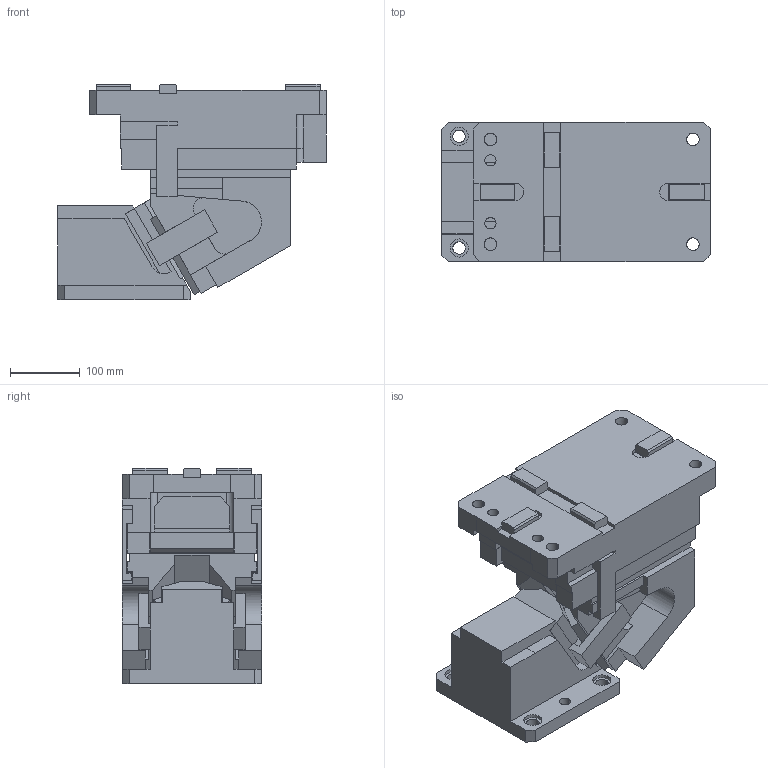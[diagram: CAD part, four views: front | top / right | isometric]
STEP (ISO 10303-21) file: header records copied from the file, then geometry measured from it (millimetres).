
FILE_DESCRIPTION(('CATIA V5 STEP Exchange'),'2;1');
FILE_NAME('CACN_200_60.stp','2015-04-27T09:43:50+00:00',('none'),('none'),'CATIA Version 5 Release 19 SP 2 (IN-10)','CATIA V5 STEP AP203','none');
FILE_SCHEMA(('CONFIG_CONTROL_DESIGN'));
Length unit declared in the file: millimetre
Products named in the file (1): CACN_200_60
Bounding box: 385 x 200 x 309 mm (x, y, z)
Volume: 12161078.6 mm3; surface area: 800131.1 mm2
Topology: 3 solids, 3 shells, 361 faces, 1026 edges, 683 vertices
Faces by surface type: plane 289, cylinder 72
Entity records: 11916 total; most frequent: CARTESIAN_POINT 2811, ORIENTED_EDGE 2052, DIRECTION 1553, EDGE_CURVE 1026, VECTOR 875, LINE 875, VERTEX_POINT 683, EDGE_LOOP 399
